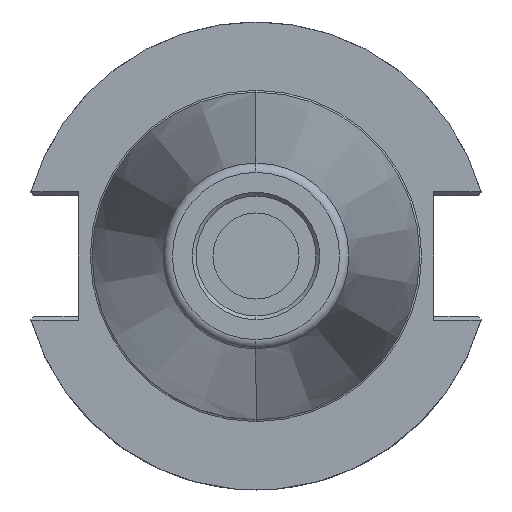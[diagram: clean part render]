
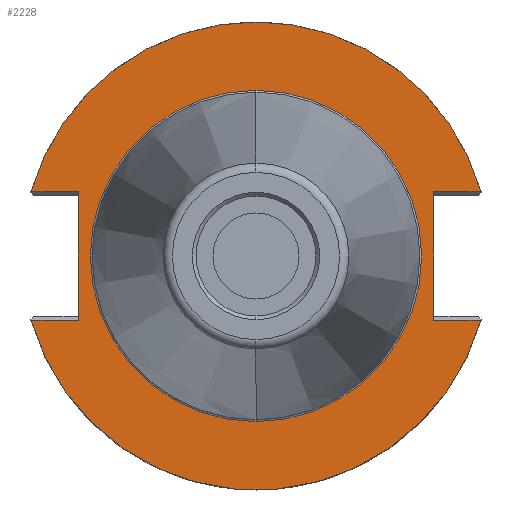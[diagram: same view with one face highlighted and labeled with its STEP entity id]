
A CAD part, left-side view. The second image highlights one B-rep face of the part: STEP entity #2228.
In plain terms, the highlighted planar face has unit normal (-1, 0, 0).
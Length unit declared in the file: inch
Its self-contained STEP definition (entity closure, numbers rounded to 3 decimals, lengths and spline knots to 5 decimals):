
#89 = CARTESIAN_POINT ( 'NONE',  ( 0.04, 0.95, -0.3425 ) ) ;
#112 = DIRECTION ( 'NONE',  ( 0., 0., 1. ) ) ;
#145 = FACE_OUTER_BOUND ( 'NONE', #961, .T. ) ;
#336 = AXIS2_PLACEMENT_3D ( 'NONE', #3444, #3462, #4218 ) ;
#398 = CARTESIAN_POINT ( 'NONE',  ( 0.04, -1.20216, 0.3425 ) ) ;
#457 = AXIS2_PLACEMENT_3D ( 'NONE', #2125, #1689, #4451 ) ;
#464 = DIRECTION ( 'NONE',  ( -1., 0., 0. ) ) ;
#520 = CARTESIAN_POINT ( 'NONE',  ( 0.04, 0.875, 0.3425 ) ) ;
#625 = ORIENTED_EDGE ( 'NONE', *, *, #4082, .T. ) ;
#722 = EDGE_CURVE ( 'NONE', #4425, #4431, #3728, .T. ) ;
#736 = CIRCLE ( 'NONE', #4023, 1.25 ) ;
#861 = LINE ( 'NONE', #2074, #4361 ) ;
#917 = LINE ( 'NONE', #4417, #3212 ) ;
#926 = VERTEX_POINT ( 'NONE', #1472 ) ;
#961 = EDGE_LOOP ( 'NONE', ( #2674, #1635, #4537, #2830, #3506, #625, #4830, #1051, #4433 ) ) ;
#990 = VERTEX_POINT ( 'NONE', #3884 ) ;
#1051 = ORIENTED_EDGE ( 'NONE', *, *, #1103, .F. ) ;
#1057 = DIRECTION ( 'NONE',  ( 0., 0., 1. ) ) ;
#1088 = EDGE_CURVE ( 'NONE', #1959, #4499, #4574, .T. ) ;
#1103 = EDGE_CURVE ( 'NONE', #3206, #926, #4167, .T. ) ;
#1174 = EDGE_CURVE ( 'NONE', #4730, #926, #917, .T. ) ;
#1353 = DIRECTION ( 'NONE',  ( 0., 0., -1. ) ) ;
#1408 = CARTESIAN_POINT ( 'NONE',  ( 0.04, 0., 0. ) ) ;
#1472 = CARTESIAN_POINT ( 'NONE',  ( 0.04, 0.95, 0.3425 ) ) ;
#1480 = PLANE ( 'NONE',  #336 ) ;
#1635 = ORIENTED_EDGE ( 'NONE', *, *, #2076, .T. ) ;
#1687 = VERTEX_POINT ( 'NONE', #2160 ) ;
#1689 = DIRECTION ( 'NONE',  ( -1., 0., 0. ) ) ;
#1726 = CARTESIAN_POINT ( 'NONE',  ( 0.04, -0.95, 0. ) ) ;
#1731 = EDGE_CURVE ( 'NONE', #4431, #4425, #4059, .T. ) ;
#1758 = LINE ( 'NONE', #1967, #3510 ) ;
#1797 = DIRECTION ( 'NONE',  ( 1., 0., 0. ) ) ;
#1815 = ORIENTED_EDGE ( 'NONE', *, *, #1731, .T. ) ;
#1959 = VERTEX_POINT ( 'NONE', #398 ) ;
#1967 = CARTESIAN_POINT ( 'NONE',  ( 0.04, 0.875, -0.3425 ) ) ;
#2074 = CARTESIAN_POINT ( 'NONE',  ( 0.04, 0.875, -0.3425 ) ) ;
#2076 = EDGE_CURVE ( 'NONE', #3744, #3131, #1758, .T. ) ;
#2125 = CARTESIAN_POINT ( 'NONE',  ( 0.04, 0., 0. ) ) ;
#2141 = CARTESIAN_POINT ( 'NONE',  ( 0.04, 0., 0.885 ) ) ;
#2160 = CARTESIAN_POINT ( 'NONE',  ( 0.04, -0.95, 0.3425 ) ) ;
#2179 = DIRECTION ( 'NONE',  ( 0., 0., -1. ) ) ;
#2228 = ADVANCED_FACE ( 'NONE', ( #3142, #145 ), #1480, .F. ) ;
#2382 = EDGE_CURVE ( 'NONE', #1687, #3131, #3207, .T. ) ;
#2495 = DIRECTION ( 'NONE',  ( 0., 1., 0. ) ) ;
#2512 = DIRECTION ( 'NONE',  ( 0., -1., 0. ) ) ;
#2543 = VECTOR ( 'NONE', #4765, 39.37008 ) ;
#2554 = EDGE_CURVE ( 'NONE', #990, #3744, #3804, .T. ) ;
#2674 = ORIENTED_EDGE ( 'NONE', *, *, #2554, .T. ) ;
#2679 = CARTESIAN_POINT ( 'NONE',  ( 0.04, 1.20216, 0.3425 ) ) ;
#2830 = ORIENTED_EDGE ( 'NONE', *, *, #3621, .T. ) ;
#2875 = DIRECTION ( 'NONE',  ( 0., -1., 0. ) ) ;
#2878 = AXIS2_PLACEMENT_3D ( 'NONE', #4143, #1797, #2179 ) ;
#2897 = CARTESIAN_POINT ( 'NONE',  ( 0.04, 0., -0.885 ) ) ;
#2899 = VECTOR ( 'NONE', #1353, 39.37008 ) ;
#3074 = AXIS2_PLACEMENT_3D ( 'NONE', #4879, #3360, #1057 ) ;
#3094 = VECTOR ( 'NONE', #2875, 39.37008 ) ;
#3106 = AXIS2_PLACEMENT_3D ( 'NONE', #1408, #4471, #4857 ) ;
#3131 = VERTEX_POINT ( 'NONE', #3547 ) ;
#3142 = FACE_BOUND ( 'NONE', #3855, .T. ) ;
#3206 = VERTEX_POINT ( 'NONE', #89 ) ;
#3207 = LINE ( 'NONE', #1726, #2899 ) ;
#3212 = VECTOR ( 'NONE', #2512, 39.37008 ) ;
#3360 = DIRECTION ( 'NONE',  ( -1., 0., 0. ) ) ;
#3422 = ORIENTED_EDGE ( 'NONE', *, *, #722, .T. ) ;
#3444 = CARTESIAN_POINT ( 'NONE',  ( 0.04, 0.875, 0. ) ) ;
#3462 = DIRECTION ( 'NONE',  ( 1., 0., 0. ) ) ;
#3506 = ORIENTED_EDGE ( 'NONE', *, *, #1088, .T. ) ;
#3510 = VECTOR ( 'NONE', #4676, 39.37008 ) ;
#3547 = CARTESIAN_POINT ( 'NONE',  ( 0.04, -0.95, -0.3425 ) ) ;
#3587 = LINE ( 'NONE', #520, #3094 ) ;
#3621 = EDGE_CURVE ( 'NONE', #1687, #1959, #3587, .T. ) ;
#3728 = CIRCLE ( 'NONE', #2878, 0.885 ) ;
#3744 = VERTEX_POINT ( 'NONE', #4130 ) ;
#3804 = CIRCLE ( 'NONE', #3074, 1.25 ) ;
#3855 = EDGE_LOOP ( 'NONE', ( #1815, #3422 ) ) ;
#3884 = CARTESIAN_POINT ( 'NONE',  ( 0.04, 1.20216, -0.3425 ) ) ;
#3999 = CARTESIAN_POINT ( 'NONE',  ( 0.04, 0.95, 0. ) ) ;
#4023 = AXIS2_PLACEMENT_3D ( 'NONE', #4359, #464, #112 ) ;
#4059 = CIRCLE ( 'NONE', #3106, 0.885 ) ;
#4082 = EDGE_CURVE ( 'NONE', #4499, #4730, #736, .T. ) ;
#4130 = CARTESIAN_POINT ( 'NONE',  ( 0.04, -1.20216, -0.3425 ) ) ;
#4143 = CARTESIAN_POINT ( 'NONE',  ( 0.04, 0., 0. ) ) ;
#4167 = LINE ( 'NONE', #3999, #2543 ) ;
#4218 = DIRECTION ( 'NONE',  ( 0., 0., -1. ) ) ;
#4359 = CARTESIAN_POINT ( 'NONE',  ( 0.04, 0., 0. ) ) ;
#4361 = VECTOR ( 'NONE', #2495, 39.37008 ) ;
#4417 = CARTESIAN_POINT ( 'NONE',  ( 0.04, 0.875, 0.3425 ) ) ;
#4425 = VERTEX_POINT ( 'NONE', #2141 ) ;
#4431 = VERTEX_POINT ( 'NONE', #2897 ) ;
#4433 = ORIENTED_EDGE ( 'NONE', *, *, #4931, .T. ) ;
#4451 = DIRECTION ( 'NONE',  ( 0., 0., 1. ) ) ;
#4471 = DIRECTION ( 'NONE',  ( 1., 0., 0. ) ) ;
#4499 = VERTEX_POINT ( 'NONE', #4573 ) ;
#4537 = ORIENTED_EDGE ( 'NONE', *, *, #2382, .F. ) ;
#4573 = CARTESIAN_POINT ( 'NONE',  ( 0.04, 0., 1.25 ) ) ;
#4574 = CIRCLE ( 'NONE', #457, 1.25 ) ;
#4676 = DIRECTION ( 'NONE',  ( 0., 1., 0. ) ) ;
#4730 = VERTEX_POINT ( 'NONE', #2679 ) ;
#4765 = DIRECTION ( 'NONE',  ( 0., 0., 1. ) ) ;
#4830 = ORIENTED_EDGE ( 'NONE', *, *, #1174, .T. ) ;
#4857 = DIRECTION ( 'NONE',  ( 0., 0., -1. ) ) ;
#4879 = CARTESIAN_POINT ( 'NONE',  ( 0.04, 0., 0. ) ) ;
#4931 = EDGE_CURVE ( 'NONE', #3206, #990, #861, .T. ) ;
